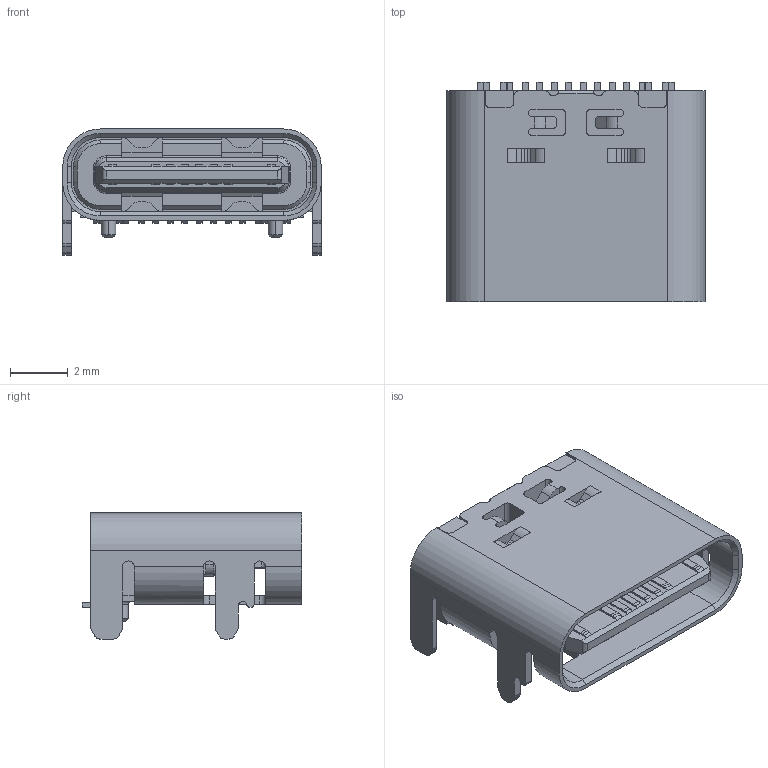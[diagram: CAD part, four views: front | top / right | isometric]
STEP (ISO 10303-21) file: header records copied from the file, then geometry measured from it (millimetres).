
FILE_DESCRIPTION(('Creo Elements/Direct Modeling STEP Export'),'2;1');
FILE_NAME('model.stp','2021-12-14T 8:39:29',(''),(''),'Creo Elements/Direct Modeling STEP processor for AP214 (Solid Model)','Creo Elements/Direct Modeling 20.1D 10-Oct-2020 (C) Parametric Technology GmbH','');
FILE_SCHEMA(('AUTOMOTIVE_DESIGN { 1 0 10303 214 1 1 1 1 }'));
Length unit declared in the file: millimetre
Products named in the file (2): CUC-USB3.1-J1ST-AH_UCF-SMD
Assembly tree (1 placements, depth 2):
  CUC-USB3.1-J1ST-AH_UCF-SMD
    CUC-USB3.1-J1ST-AH_UCF-SMD
Bounding box: 8.94 x 7.6 x 4.36 mm (x, y, z)
Volume: 119.2 mm3; surface area: 419.4 mm2
Topology: 1 solids, 1 shells, 776 faces, 2158 edges, 1394 vertices
Faces by surface type: plane 572, cylinder 176, cone 20, torus 6, bspline 2
Entity records: 30571 total; most frequent: CARTESIAN_POINT 5103, ORIENTED_EDGE 4316, DIRECTION 3675, EDGE_CURVE 2158, VECTOR 1619, LINE 1619, VERTEX_POINT 1394, AXIS2_PLACEMENT_3D 1028
